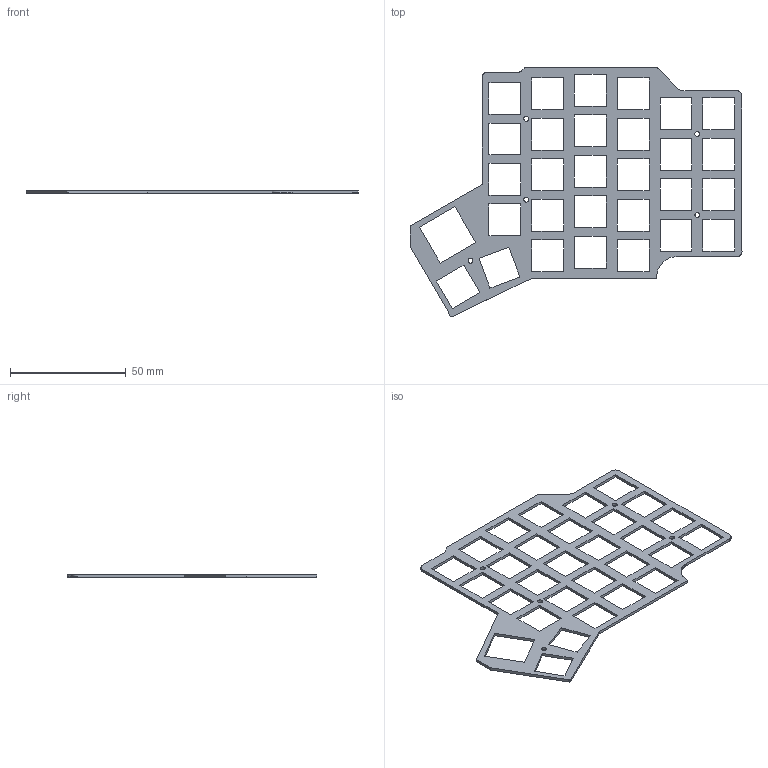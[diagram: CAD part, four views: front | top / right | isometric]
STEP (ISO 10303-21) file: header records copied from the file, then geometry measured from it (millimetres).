
FILE_DESCRIPTION(('KiCad electronic assembly'),'2;1');
FILE_NAME('michele58.step','2024-01-29T16:57:12',('Pcbnew'),('Kicad'), 'Open CASCADE STEP processor 7.7','KiCad to STEP converter','Unknown' );
FILE_SCHEMA(('AUTOMOTIVE_DESIGN { 1 0 10303 214 1 1 1 1 }'));
Length unit declared in the file: millimetre
Products named in the file (2): michele58 1; michele58 PCB
Assembly tree (1 placements, depth 2):
  michele58 1
    michele58 PCB
Bounding box: 143.63 x 107.91 x 1.2 mm (x, y, z)
Volume: 6037.6 mm3; surface area: 12648.5 mm2
Topology: 1 solids, 1 shells, 227 faces, 675 edges, 450 vertices
Faces by surface type: plane 222, cylinder 5
Full cylindrical faces by diameter (mm): 2.1 x5
Entity records: 16453 total; most frequent: CARTESIAN_POINT 2764, DIRECTION 2483, LINE 2005, VECTOR 2005, ORIENTED_EDGE 1350, PCURVE 1350, DEFINITIONAL_REPRESENTATION 1350, EDGE_CURVE 675
